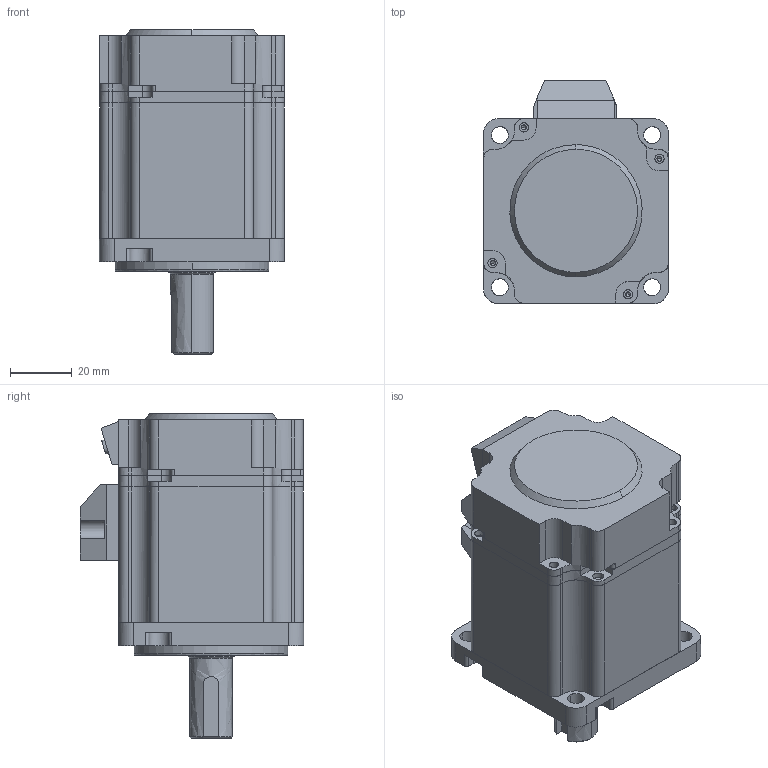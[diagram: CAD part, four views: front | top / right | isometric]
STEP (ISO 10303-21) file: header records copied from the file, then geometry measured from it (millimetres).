
FILE_DESCRIPTION (( 'STEP AP214' ), '1' );
FILE_NAME ('DSY60-200L2A2M17S.STEP', '2024-11-25T05:39:09', ( '' ), ( '' ), 'SwSTEP 2.0', 'SolidWorks 2023', '' );
FILE_SCHEMA (( 'AUTOMOTIVE_DESIGN' ));
Length unit declared in the file: millimetre
Products named in the file (1): DSY60-200L2A2M17S
Bounding box: 60.2 x 72.6 x 105.5 mm (x, y, z)
Surface area: 69190.1 mm2 (no closed solid volume)
Topology: 0 solids, 10 shells, 597 faces, 1677 edges, 1113 vertices
Faces by surface type: bspline 597
Entity records: 22758 total; most frequent: CARTESIAN_POINT 13291, ORIENTED_EDGE 3074, EDGE_CURVE 1649, B_SPLINE_CURVE_WITH_KNOTS 1217, VERTEX_POINT 1112, EDGE_LOOP 737, FACE_OUTER_BOUND 597, ADVANCED_FACE 597
